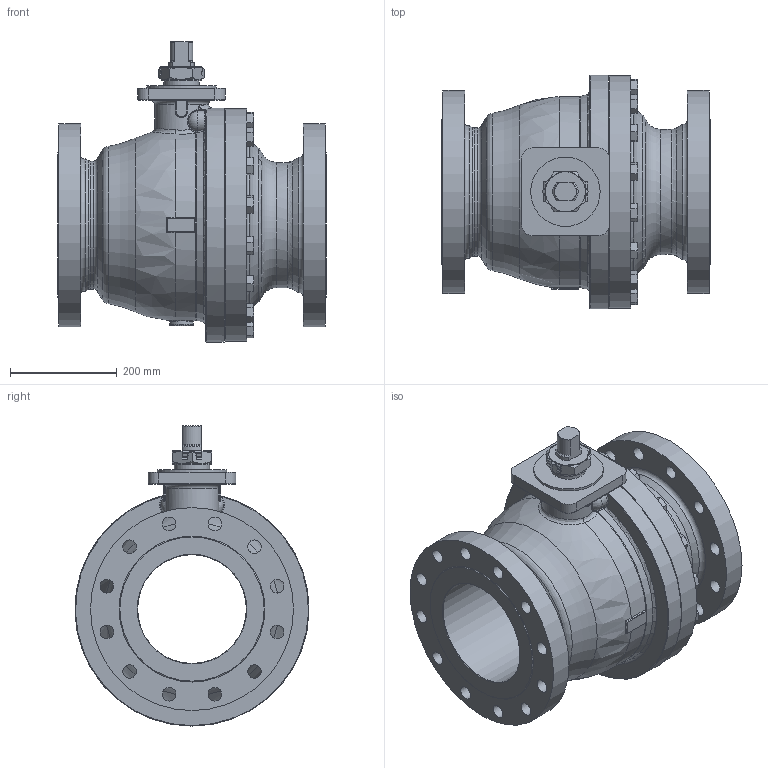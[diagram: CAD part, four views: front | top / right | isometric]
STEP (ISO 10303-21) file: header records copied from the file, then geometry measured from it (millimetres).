
FILE_DESCRIPTION(/* description */ (''),/* implementation_level */ '2;1');
FILE_NAME(/* name */ 'GA-F829-80-CL300-A-1.stp',/* time_stamp */ '2019-09-18T15:54:35+01:00',/* author */ ('jaday'),/* organization */ (''),/* preprocessor_version */ 'ST-DEVELOPER v16.1',/* originating_system */ 'Autodesk Inventor 2016',/* authorisation */ '');
FILE_SCHEMA (('AUTOMOTIVE_DESIGN { 1 0 10303 214 3 1 1 }'));
Length unit declared in the file: millimetre
Products named in the file (1): GA-F829-80-CL300-A-1
Bounding box: 502 x 437.97 x 561.8 mm (x, y, z)
Volume: 30673998.3 mm3; surface area: 1522892.2 mm2
Topology: 1 solids, 1 shells, 523 faces, 1313 edges, 812 vertices
Faces by surface type: plane 223, cone 118, cylinder 96, bspline 52, torus 31, sphere 3
Full cylindrical faces by diameter (mm): 20 x16, 25.4 x24, 44 x1, 66.42 x1, 74 x1, 129.88 x1, 203.45 x1, 234.4 x1, 239.75 x1, 360 x1, 380 x2, 436 x1, 438 x1
Entity records: 17140 total; most frequent: CARTESIAN_POINT 5288, ORIENTED_EDGE 2410, DIRECTION 2170, EDGE_CURVE 1205, AXIS2_PLACEMENT_3D 863, VERTEX_POINT 778, EDGE_LOOP 707, FACE_OUTER_BOUND 523
